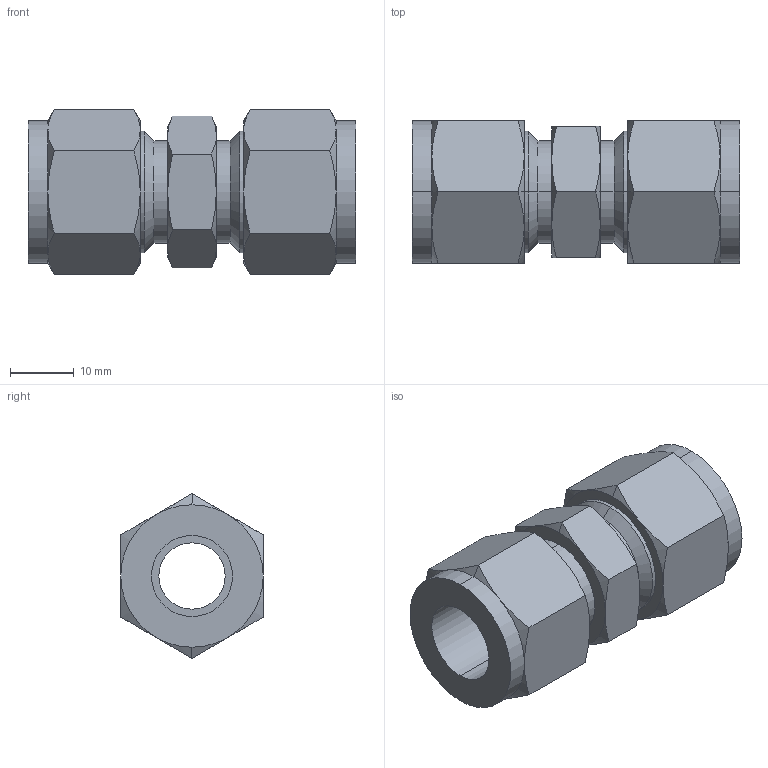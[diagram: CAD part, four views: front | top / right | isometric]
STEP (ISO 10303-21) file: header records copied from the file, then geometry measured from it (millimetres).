
FILE_DESCRIPTION(('starvars output'),'2;1');
FILE_NAME('cv20230701031722000000322.stp','03:17:22 2023/07/01',( 'Thomas Industrial Network Germany GmbH'),( 'Thomas Industrial Network Germany GmbH'),'unknown preprocess','ACIS' ,'unknown authorization');
FILE_SCHEMA(('AUTOMOTIVE_DESIGN_CC2 {UNKNOWN IMPLEMENTATION LEVEL}'));
Length unit declared in the file: millimetre
Products named in the file (1): PRODUCT_ID_1
Bounding box: 51.31 x 22.35 x 25.81 mm (x, y, z)
Volume: 13371.6 mm3; surface area: 6966.4 mm2
Topology: 1 solids, 1 shells, 96 faces, 204 edges, 116 vertices
Faces by surface type: cone 52, plane 26, cylinder 18
Entity records: 2756 total; most frequent: CARTESIAN_POINT 449, ORIENTED_EDGE 408, EDGE_CURVE 204, DIRECTION 182, VERTEX_POINT 116, EDGE_LOOP 104, FACE_BOUND 104, STYLED_ITEM 97
